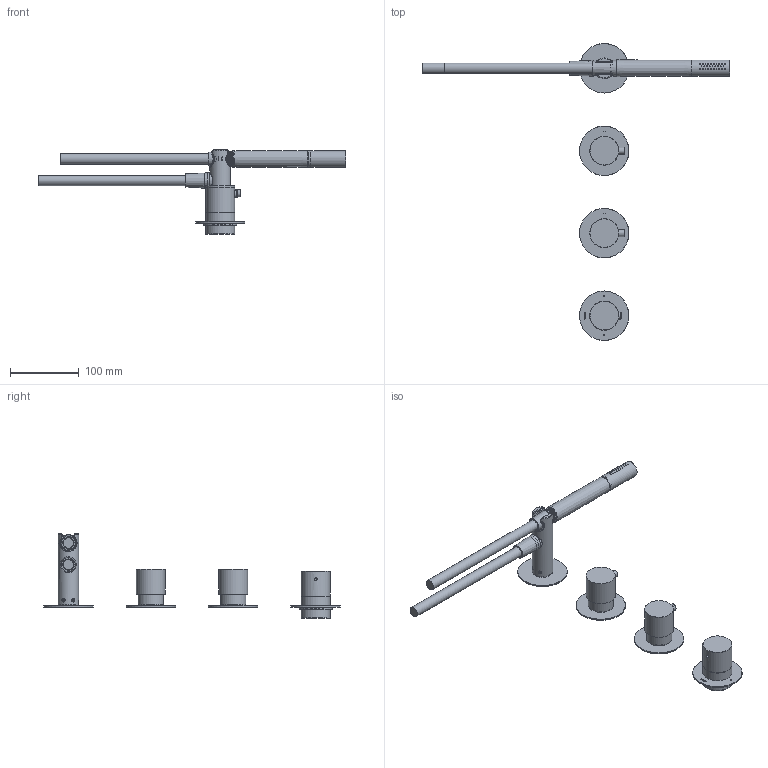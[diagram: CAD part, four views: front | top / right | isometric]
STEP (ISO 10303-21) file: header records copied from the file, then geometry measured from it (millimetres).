
FILE_DESCRIPTION(/* description */ ('Unknown'),/* implementation_level */ '2;1');
FILE_NAME(/* name */ 'AR7071',/* time_stamp */ '2023-02-06T16:27:27+01:00',/* author */ ('Unknown'),/* organization */ ('Unknown'),/* preprocessor_version */ 'ST-DEVELOPER v18.102',/* originating_system */ 'Solid Edge',/* authorisation */ 'Unknown');
FILE_SCHEMA (('AUTOMOTIVE_DESIGN {1 0 10303 214 3 1 1}'));
Length unit declared in the file: millimetre
Products named in the file (39): AR7071-00 rel1; AR7071EXT-00 rel1_oa_0; CB7501-05; CB7501-04; AR7501-01; AR015-00; AR352-00; C063155_00101ZZ INOX; A133054_50300ZZ; A101064_01500ZZ; C140041_00000ZZ; C091003_00000ZZ; C140083_00600ZZ; C069033_00000ZZ; AR7501-001; supporto_doccetta_023E.38.003_023E.38.003; Gruppo raccordo titanico_T1010671_BOM; raccordi_uscita_T1010035_T1010035; or 14 x 2_05000055; Protezione supp docc_00G3.00.001_00G3.00.001; AR7001-02; AR7001-01; CB7001-03; AR7068-02; AR7068-01; CB7068-03; AR7068-04; CB7068-05; CB7068-06; AR7068-07; CB0768-10; AR7068-05; AR7001-001; manopola reg inox 42_00G8.38.315_00G8.38.315; molla_91000075_91000075; bottone inox_0083.38.325_0083.38.325; perni_D3000126_D3000126; Grano M5 x 5 punta conica_Grano M5 x 5 punta conica; or 6 x 1.5_13000495
Assembly tree (52 placements, depth 5):
  AR7071-00 rel1
    AR7071EXT-00 rel1_oa_0
      CB7501-05
      CB7501-04  x2
      AR7501-01
      AR015-00  x2
      AR352-00
        C063155_00101ZZ INOX
        A133054_50300ZZ
        A101064_01500ZZ
        C140041_00000ZZ
        C091003_00000ZZ
        C140083_00600ZZ  x2
        C069033_00000ZZ
      AR7501-001
        supporto_doccetta_023E.38.003_023E.38.003
        Gruppo raccordo titanico_T1010671_BOM
          raccordi_uscita_T1010035_T1010035
          or 14 x 2_05000055
        Protezione supp docc_00G3.00.001_00G3.00.001
      AR7001-02
      AR7001-01
      CB7001-03
      AR7068-02  x2
      AR7068-01  x2
      CB7068-03  x2
      AR7068-04  x2
      CB7068-05  x2
      CB7068-06  x2
      AR7068-07  x2
      CB0768-10  x3
      AR7068-05  x3
      AR7001-001
        manopola reg inox 42_00G8.38.315_00G8.38.315
        molla_91000075_91000075
        bottone inox_0083.38.325_0083.38.325
        perni_D3000126_D3000126
        Grano M5 x 5 punta conica_Grano M5 x 5 punta conica
        or 6 x 1.5_13000495
Bounding box: 448.24 x 432 x 123.2 mm (x, y, z)
Volume: 324447.8 mm3; surface area: 184047.7 mm2
Topology: 48 solids, 48 shells, 2236 faces, 5376 edges, 3303 vertices
Faces by surface type: plane 872, cylinder 485, cone 446, bspline 320, torus 94, sphere 19
Full cylindrical faces by diameter (mm): 1.2 x29, 2 x1, 2.5 x3, 2.8 x1, 3 x1, 3.2 x1, 3.3 x1, 4 x58, 4.134 x2, 4.2 x5, 4.5 x1, 5 x51, 5.2 x2, 5.99 x1, 7.5 x1, 8.8 x1, 9 x3, 9.5 x3, 10 x4, 10.2 x3, 10.5 x3, 11.9 x6, 12 x7, 13 x1, 13.4 x3, 13.5 x1, 14 x3, 14.8 x4, 15 x3, 15.3 x1
Entity records: 62001 total; most frequent: CARTESIAN_POINT 23854, ORIENTED_EDGE 7200, DIRECTION 6598, EDGE_CURVE 3600, AXIS2_PLACEMENT_3D 2582, VERTEX_POINT 2455, FACE_BOUND 2241, EDGE_LOOP 2229
